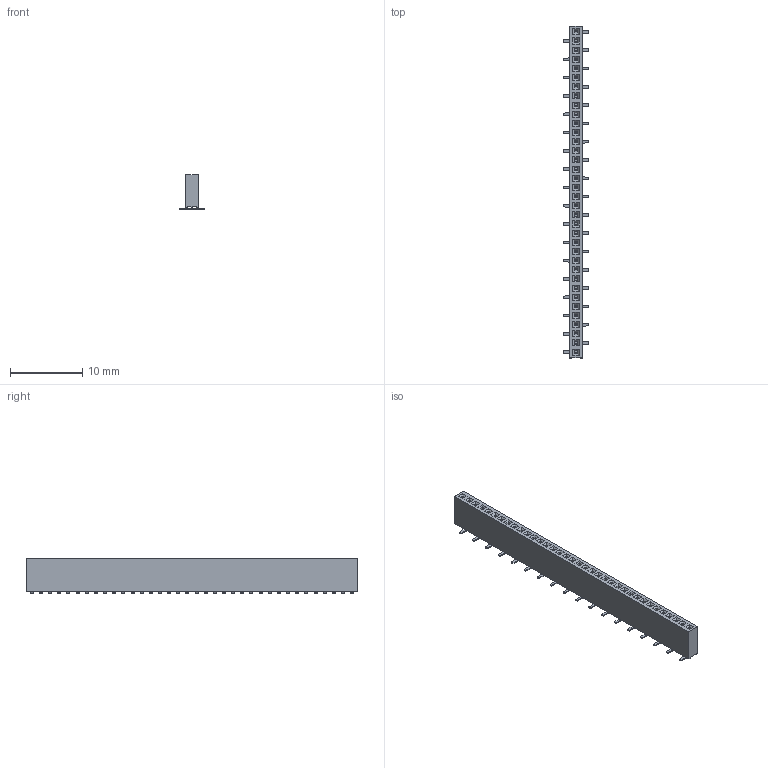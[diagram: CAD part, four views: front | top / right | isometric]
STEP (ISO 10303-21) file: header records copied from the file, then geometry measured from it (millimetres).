
FILE_DESCRIPTION(/* description */ ('model of PinSocket_1x36_P1.27mm_Vertical_SMD_Pin1Right'),/* implementation_level */ '2;1');
FILE_NAME(/* name */ 'PinSocket_1x36_P1.27mm_Vertical_SMD_Pin1Right.step',/* time_stamp */ '2017-11-27T04:51:49',/* author */ ('Terje Io','https://github.com/terjeio'),/* organization */ ('FreeCAD'),/* preprocessor_version */ 'OCC',/* originating_system */ 'kicad StepUp',/* authorisation */ '');
FILE_SCHEMA(('AUTOMOTIVE_DESIGN_CC2 { 1 2 10303 214 -1 1 5 4 }'));
Length unit declared in the file: millimetre
Products named in the file (1): PinSocket_1x36_P127mm_Vertical_SMD_Pin1Right
Bounding box: 3.58 x 46.07 x 4.83 mm (x, y, z)
Volume: 352 mm3; surface area: 950.9 mm2
Topology: 1 solids, 1 shells, 1270 faces, 3192 edges, 2032 vertices
Faces by surface type: plane 1162, cylinder 108
Entity records: 24308 total; most frequent: ORIENTED_EDGE 5220, EDGE_CURVE 3192, CARTESIAN_POINT 3012, LINE 2830, VERTEX_POINT 2032, FACE_BOUND 1378, EDGE_LOOP 1378, AXIS2_PLACEMENT_3D 1288
